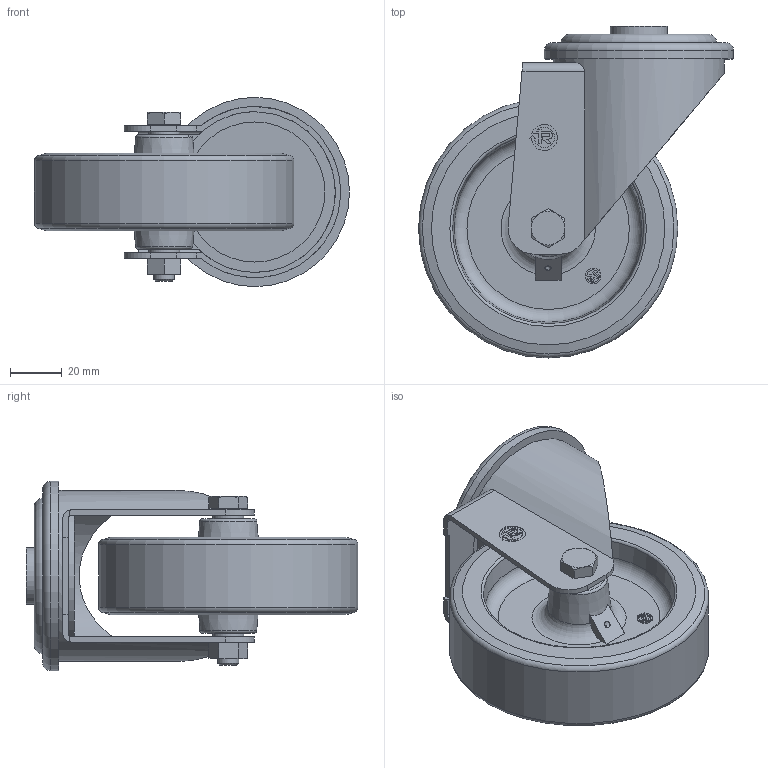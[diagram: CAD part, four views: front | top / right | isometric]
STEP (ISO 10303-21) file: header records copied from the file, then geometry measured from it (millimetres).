
FILE_DESCRIPTION(/* description */ ('958510009010'),/* implementation_level */ '2;1');
FILE_NAME(/* name */ 'CRUST0000011.stp',/* time_stamp */ '2018-05-30T10:48:04+02:00',/* author */ ('fzagni'),/* organization */ (''),/* preprocessor_version */ 'ST-DEVELOPER v16.1',/* originating_system */ 'Autodesk Inventor 2016',/* authorisation */ '');
FILE_SCHEMA (('AUTOMOTIVE_DESIGN { 1 0 10303 214 3 1 1 }'));
Length unit declared in the file: millimetre
Products named in the file (6): 958510009010; 958510009011; 958510009012; 958510009013; 958510009014; 24.172.00
Assembly tree (5 placements, depth 2):
  24.172.00
    958510009010
    958510009011
    958510009012
    958510009013
    958510009014
Bounding box: 121.5 x 128 x 73 mm (x, y, z)
Volume: 216356.4 mm3; surface area: 68518.9 mm2
Topology: 5 solids, 5 shells, 197 faces, 480 edges, 308 vertices
Faces by surface type: plane 116, cylinder 36, cone 31, torus 14
Full cylindrical faces by diameter (mm): 2.496 x1, 6.647 x1, 8 x4, 11.47 x1, 12 x3, 22 x1, 54 x1, 62 x1, 66 x1, 73 x1, 100 x1
Entity records: 5739 total; most frequent: CARTESIAN_POINT 1091, DIRECTION 931, ORIENTED_EDGE 864, EDGE_CURVE 432, AXIS2_PLACEMENT_3D 334, VERTEX_POINT 302, EDGE_LOOP 264, LINE 263
